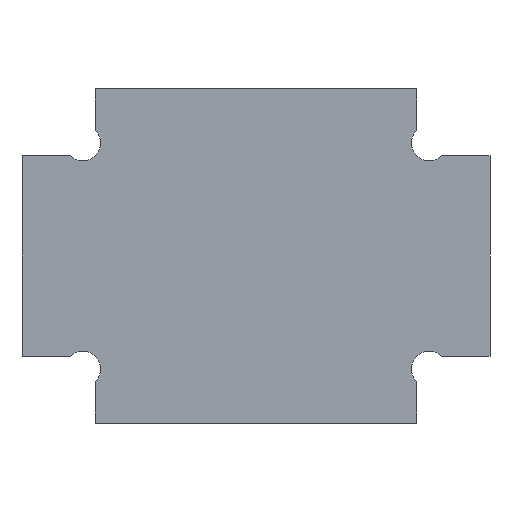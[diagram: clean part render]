
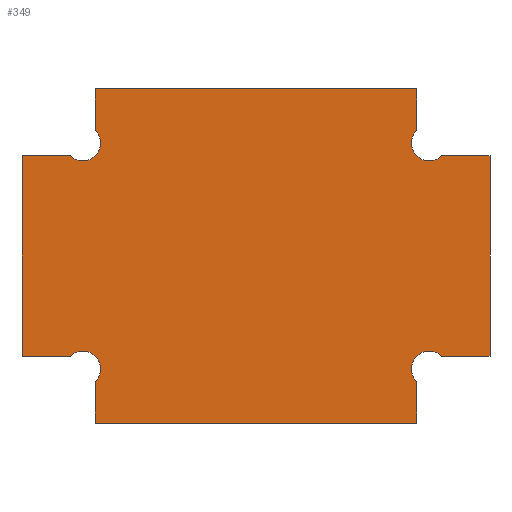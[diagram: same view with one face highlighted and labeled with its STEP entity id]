
A CAD part, front view. The second image highlights one B-rep face of the part: STEP entity #349.
In plain terms, the highlighted planar face has unit normal (0, -1, 0).
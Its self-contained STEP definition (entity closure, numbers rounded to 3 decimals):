
#16=CIRCLE('',#370,0.535);
#18=CIRCLE('',#376,0.535);
#20=CIRCLE('',#382,0.535);
#22=CIRCLE('',#388,0.535);
#43=FACE_OUTER_BOUND('',#61,.T.);
#61=EDGE_LOOP('',(#287,#288,#289,#290,#291,#292,#293,#294,#295,#296,#297,
#298,#299,#300,#301,#302));
#65=LINE('',#493,#105);
#68=LINE('',#499,#108);
#71=LINE('',#505,#111);
#75=LINE('',#517,#115);
#78=LINE('',#523,#118);
#81=LINE('',#529,#121);
#85=LINE('',#541,#125);
#88=LINE('',#547,#128);
#91=LINE('',#553,#131);
#95=LINE('',#565,#135);
#98=LINE('',#571,#138);
#101=LINE('',#577,#141);
#105=VECTOR('',#397,10.);
#108=VECTOR('',#402,10.);
#111=VECTOR('',#407,10.);
#115=VECTOR('',#419,10.);
#118=VECTOR('',#424,10.);
#121=VECTOR('',#429,10.);
#125=VECTOR('',#441,10.);
#128=VECTOR('',#446,10.);
#131=VECTOR('',#451,10.);
#135=VECTOR('',#463,10.);
#138=VECTOR('',#468,10.);
#141=VECTOR('',#473,10.);
#145=VERTEX_POINT('',#490);
#146=VERTEX_POINT('',#492);
#148=VERTEX_POINT('',#498);
#150=VERTEX_POINT('',#504);
#152=VERTEX_POINT('',#510);
#154=VERTEX_POINT('',#516);
#156=VERTEX_POINT('',#522);
#158=VERTEX_POINT('',#528);
#160=VERTEX_POINT('',#534);
#162=VERTEX_POINT('',#540);
#164=VERTEX_POINT('',#546);
#166=VERTEX_POINT('',#552);
#168=VERTEX_POINT('',#558);
#170=VERTEX_POINT('',#564);
#172=VERTEX_POINT('',#570);
#174=VERTEX_POINT('',#576);
#177=EDGE_CURVE('',#146,#145,#65,.T.);
#180=EDGE_CURVE('',#148,#146,#68,.T.);
#183=EDGE_CURVE('',#150,#148,#71,.T.);
#186=EDGE_CURVE('',#152,#150,#16,.T.);
#189=EDGE_CURVE('',#154,#152,#75,.T.);
#192=EDGE_CURVE('',#156,#154,#78,.T.);
#195=EDGE_CURVE('',#158,#156,#81,.T.);
#198=EDGE_CURVE('',#160,#158,#18,.T.);
#201=EDGE_CURVE('',#162,#160,#85,.T.);
#204=EDGE_CURVE('',#164,#162,#88,.T.);
#207=EDGE_CURVE('',#166,#164,#91,.T.);
#210=EDGE_CURVE('',#168,#166,#20,.T.);
#213=EDGE_CURVE('',#170,#168,#95,.T.);
#216=EDGE_CURVE('',#172,#170,#98,.T.);
#219=EDGE_CURVE('',#174,#172,#101,.T.);
#222=EDGE_CURVE('',#145,#174,#22,.T.);
#287=ORIENTED_EDGE('',*,*,#222,.T.);
#288=ORIENTED_EDGE('',*,*,#219,.T.);
#289=ORIENTED_EDGE('',*,*,#216,.T.);
#290=ORIENTED_EDGE('',*,*,#213,.T.);
#291=ORIENTED_EDGE('',*,*,#210,.T.);
#292=ORIENTED_EDGE('',*,*,#207,.T.);
#293=ORIENTED_EDGE('',*,*,#204,.T.);
#294=ORIENTED_EDGE('',*,*,#201,.T.);
#295=ORIENTED_EDGE('',*,*,#198,.T.);
#296=ORIENTED_EDGE('',*,*,#195,.T.);
#297=ORIENTED_EDGE('',*,*,#192,.T.);
#298=ORIENTED_EDGE('',*,*,#189,.T.);
#299=ORIENTED_EDGE('',*,*,#186,.T.);
#300=ORIENTED_EDGE('',*,*,#183,.T.);
#301=ORIENTED_EDGE('',*,*,#180,.T.);
#302=ORIENTED_EDGE('',*,*,#177,.T.);
#331=PLANE('',#389);
#349=ADVANCED_FACE('',(#43),#331,.T.);
#370=AXIS2_PLACEMENT_3D('',#511,#413,#414);
#376=AXIS2_PLACEMENT_3D('',#535,#435,#436);
#382=AXIS2_PLACEMENT_3D('',#559,#457,#458);
#388=AXIS2_PLACEMENT_3D('',#581,#479,#480);
#389=AXIS2_PLACEMENT_3D('',#582,#481,#482);
#397=DIRECTION('',(0.,0.,-1.));
#402=DIRECTION('',(-1.,0.,0.));
#407=DIRECTION('',(0.,0.,1.));
#413=DIRECTION('center_axis',(0.,1.,0.));
#414=DIRECTION('ref_axis',(-0.707,0.,0.707));
#419=DIRECTION('',(-1.,0.,0.));
#424=DIRECTION('',(0.,0.,1.));
#429=DIRECTION('',(1.,0.,0.));
#435=DIRECTION('center_axis',(0.,1.,0.));
#436=DIRECTION('ref_axis',(0.707,0.,0.707));
#441=DIRECTION('',(0.,0.,1.));
#446=DIRECTION('',(1.,0.,0.));
#451=DIRECTION('',(0.,0.,-1.));
#457=DIRECTION('center_axis',(0.,1.,0.));
#458=DIRECTION('ref_axis',(0.707,0.,-0.707));
#463=DIRECTION('',(1.,0.,0.));
#468=DIRECTION('',(0.,0.,-1.));
#473=DIRECTION('',(-1.,0.,0.));
#479=DIRECTION('center_axis',(0.,1.,0.));
#480=DIRECTION('ref_axis',(-0.707,0.,-0.707));
#481=DIRECTION('center_axis',(0.,-1.,0.));
#482=DIRECTION('ref_axis',(1.,0.,0.));
#490=CARTESIAN_POINT('',(14.479,-83.424,0.757));
#492=CARTESIAN_POINT('',(14.479,-83.424,2.));
#493=CARTESIAN_POINT('',(14.479,-83.424,0.757));
#498=CARTESIAN_POINT('',(24.091,-83.424,2.));
#499=CARTESIAN_POINT('',(14.479,-83.424,2.));
#504=CARTESIAN_POINT('',(24.091,-83.424,0.757));
#505=CARTESIAN_POINT('',(24.091,-83.424,2.));
#510=CARTESIAN_POINT('',(24.848,-83.424,0.));
#511=CARTESIAN_POINT('Origin',(24.47,-83.424,0.378));
#516=CARTESIAN_POINT('',(26.285,-83.424,0.));
#517=CARTESIAN_POINT('',(24.848,-83.424,0.));
#522=CARTESIAN_POINT('',(26.285,-83.424,-6.));
#523=CARTESIAN_POINT('',(26.285,-83.424,-2.5));
#528=CARTESIAN_POINT('',(24.848,-83.424,-6.));
#529=CARTESIAN_POINT('',(26.285,-83.424,-6.));
#534=CARTESIAN_POINT('',(24.091,-83.424,-6.757));
#535=CARTESIAN_POINT('Origin',(24.47,-83.424,-6.378));
#540=CARTESIAN_POINT('',(24.091,-83.424,-8.));
#541=CARTESIAN_POINT('',(24.091,-83.424,-6.757));
#546=CARTESIAN_POINT('',(14.479,-83.424,-8.));
#547=CARTESIAN_POINT('',(24.091,-83.424,-8.));
#552=CARTESIAN_POINT('',(14.479,-83.424,-6.757));
#553=CARTESIAN_POINT('',(14.479,-83.424,-8.));
#558=CARTESIAN_POINT('',(13.723,-83.424,-6.));
#559=CARTESIAN_POINT('Origin',(14.101,-83.424,-6.378));
#564=CARTESIAN_POINT('',(12.285,-83.424,-6.));
#565=CARTESIAN_POINT('',(13.723,-83.424,-6.));
#570=CARTESIAN_POINT('',(12.285,-83.424,0.));
#571=CARTESIAN_POINT('',(12.285,-83.424,-2.5));
#576=CARTESIAN_POINT('',(13.723,-83.424,0.));
#577=CARTESIAN_POINT('',(12.285,-83.424,0.));
#581=CARTESIAN_POINT('Origin',(14.101,-83.424,0.378));
#582=CARTESIAN_POINT('Origin',(19.285,-83.424,-3.));
